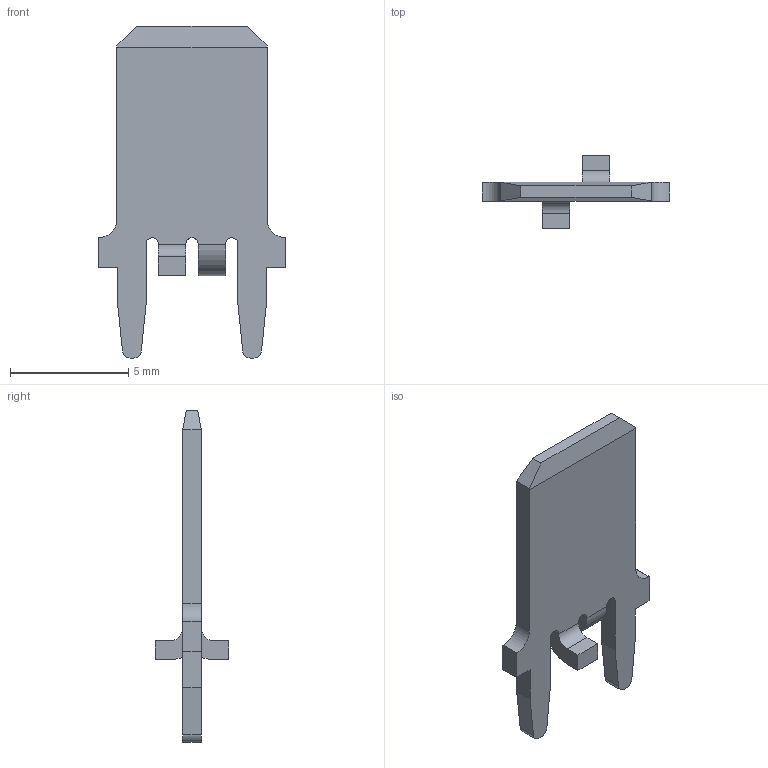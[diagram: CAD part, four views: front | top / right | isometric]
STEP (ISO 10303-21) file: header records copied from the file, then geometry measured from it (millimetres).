
FILE_DESCRIPTION(('FreeCAD Model'),'2;1');
FILE_NAME('C-1217861-1.step','2017-08-28T16:19:20',( 'kicad StepUp'),('ksu MCAD'),'Open CASCADE STEP processor 6.9', 'FreeCAD','Unknown');
FILE_SCHEMA(('AUTOMOTIVE_DESIGN_CC2 { 1 2 10303 214 -1 1 5 4 }'));
Length unit declared in the file: millimetre
Products named in the file (2): ASSEMBLY; C-1217861-1
Assembly tree (1 placements, depth 2):
  ASSEMBLY
    C-1217861-1
Bounding box: 7.92 x 3.09 x 14.02 mm (x, y, z)
Volume: 59.4 mm3; surface area: 196.4 mm2
Topology: 1 solids, 1 shells, 48 faces, 138 edges, 92 vertices
Faces by surface type: plane 35, cylinder 13
Entity records: 3443 total; most frequent: CARTESIAN_POINT 640, DIRECTION 526, LINE 362, VECTOR 362, ORIENTED_EDGE 276, PCURVE 276, DEFINITIONAL_REPRESENTATION 276, EDGE_CURVE 138
